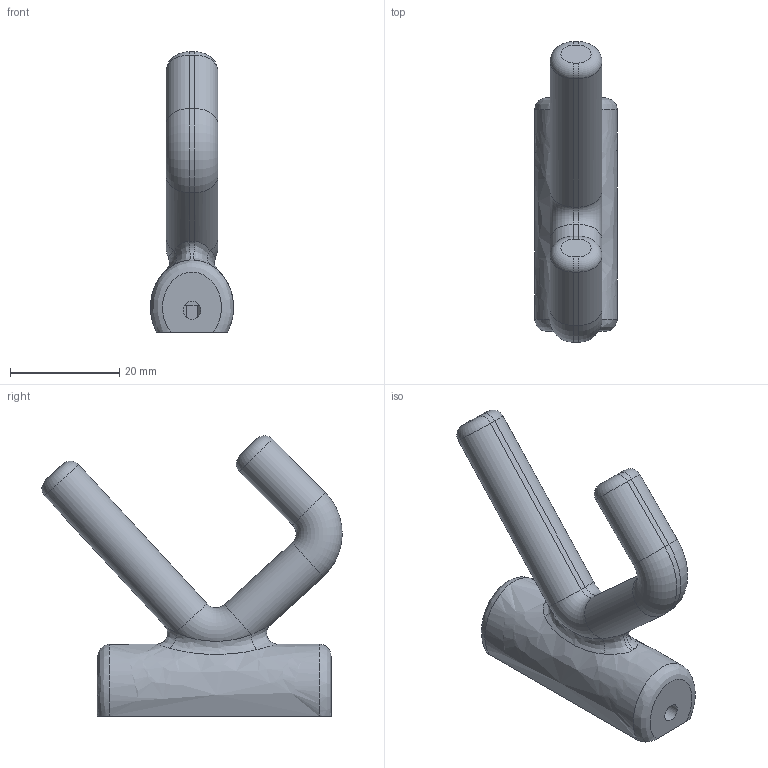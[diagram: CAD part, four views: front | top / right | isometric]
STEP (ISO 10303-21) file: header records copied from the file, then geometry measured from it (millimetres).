
FILE_DESCRIPTION(/* description */ (''),/* implementation_level */ '2;1');
FILE_NAME(/* name */ 'WZ-LENS.stp',/* time_stamp */ '2023-07-14T10:35:05+02:00',/* author */ ('MarcinS'),/* organization */ (''),/* preprocessor_version */ 'ST-DEVELOPER v19.2',/* originating_system */ 'Autodesk Inventor 2023',/* authorisation */ '');
FILE_SCHEMA (('AUTOMOTIVE_DESIGN { 1 0 10303 214 3 1 1 }'));
Length unit declared in the file: millimetre
Products named in the file (3): WZ-LENS; WZ-LENS_1; WZ LENS płytka
Assembly tree (2 placements, depth 2):
  WZ-LENS
    WZ-LENS_1
    WZ LENS płytka
Bounding box: 15.19 x 54.97 x 51.31 mm (x, y, z)
Volume: 11775.4 mm3; surface area: 6710 mm2
Topology: 2 solids, 2 shells, 102 faces, 244 edges, 148 vertices
Faces by surface type: plane 41, bspline 24, cylinder 24, torus 8, cone 5
Full cylindrical faces by diameter (mm): 3.242 x1
Entity records: 5132 total; most frequent: CARTESIAN_POINT 2772, ORIENTED_EDGE 488, DIRECTION 430, EDGE_CURVE 244, AXIS2_PLACEMENT_3D 155, VERTEX_POINT 148, LINE 120, VECTOR 120
